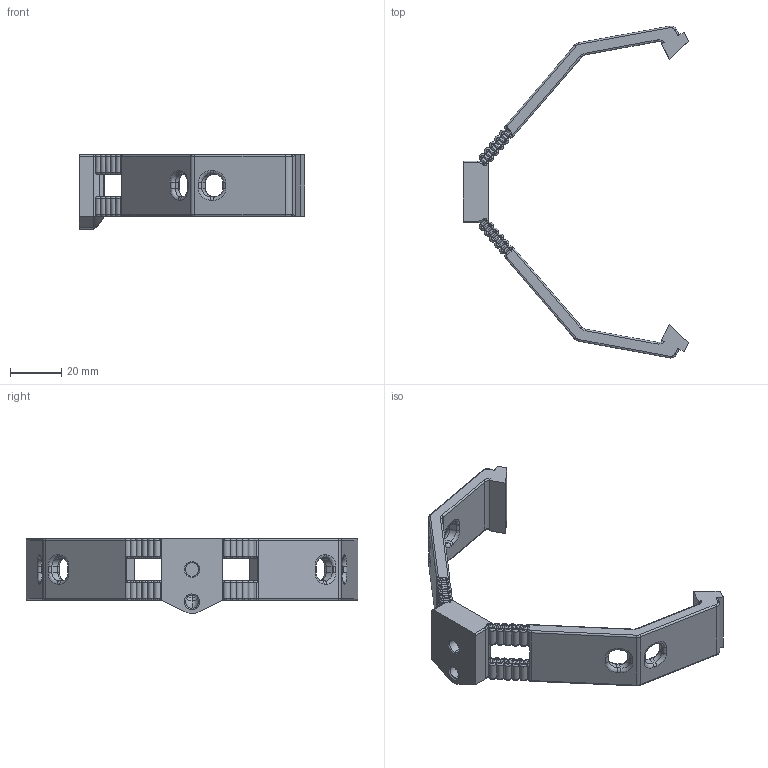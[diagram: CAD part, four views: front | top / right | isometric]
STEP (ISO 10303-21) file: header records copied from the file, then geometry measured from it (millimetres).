
FILE_DESCRIPTION (( 'STEP AP214' ), '1' );
FILE_NAME ('Gripperv2.5.STEP', '2025-03-11T18:01:46', ( '' ), ( '' ), 'SwSTEP 2.0', 'SolidWorks 2023', '' );
FILE_SCHEMA (( 'AUTOMOTIVE_DESIGN' ));
Length unit declared in the file: inch
Products named in the file (1): Gripperv2.5
Bounding box: 88.26 x 129.68 x 29.21 mm (x, y, z)
Volume: 28546 mm3; surface area: 16135 mm2
Topology: 1 solids, 1 shells, 954 faces, 2203 edges, 1240 vertices
Faces by surface type: cylinder 397, torus 288, plane 220, bspline 47, cone 2
Entity records: 28731 total; most frequent: CARTESIAN_POINT 6907, DIRECTION 5075, ORIENTED_EDGE 4390, EDGE_CURVE 2195, AXIS2_PLACEMENT_3D 2099, VERTEX_POINT 1240, CIRCLE 1191, EDGE_LOOP 965
